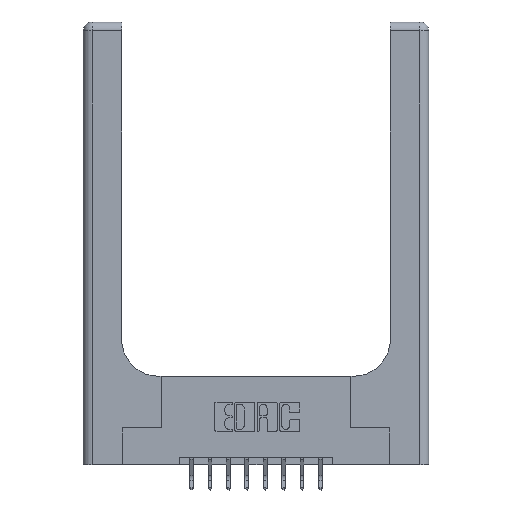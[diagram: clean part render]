
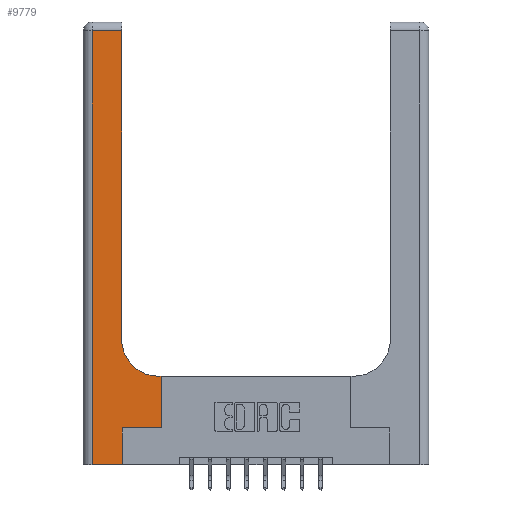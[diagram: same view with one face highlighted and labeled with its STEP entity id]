
A CAD part, top view. The second image highlights one B-rep face of the part: STEP entity #9779.
In plain terms, the highlighted planar face has unit normal (0, 0, 1).
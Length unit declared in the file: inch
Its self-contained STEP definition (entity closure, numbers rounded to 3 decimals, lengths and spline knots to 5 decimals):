
#29 = CARTESIAN_POINT ( 'NONE',  ( 0.06, 0., 0.37 ) ) ;
#75 = VERTEX_POINT ( 'NONE', #14331 ) ;
#122 = LINE ( 'NONE', #6285, #3863 ) ;
#934 = VERTEX_POINT ( 'NONE', #14013 ) ;
#1403 = VERTEX_POINT ( 'NONE', #6801 ) ;
#1482 = ORIENTED_EDGE ( 'NONE', *, *, #6970, .T. ) ;
#1660 = CARTESIAN_POINT ( 'NONE',  ( 0.528, 0.25, 0.37 ) ) ;
#2015 = ORIENTED_EDGE ( 'NONE', *, *, #3965, .T. ) ;
#2356 = VERTEX_POINT ( 'NONE', #12087 ) ;
#2801 = CARTESIAN_POINT ( 'NONE',  ( 0.265, 0., 0.37 ) ) ;
#3498 = DIRECTION ( 'NONE',  ( -1., 0., 0. ) ) ;
#3583 = DIRECTION ( 'NONE',  ( -1., 0., 0. ) ) ;
#3659 = ORIENTED_EDGE ( 'NONE', *, *, #12000, .T. ) ;
#3670 = LINE ( 'NONE', #8487, #4069 ) ;
#3863 = VECTOR ( 'NONE', #14898, 39.37008 ) ;
#3965 = EDGE_CURVE ( 'NONE', #12621, #1403, #6909, .T. ) ;
#4069 = VECTOR ( 'NONE', #15507, 39.37008 ) ;
#4085 = DIRECTION ( 'NONE',  ( 1., 0., 0. ) ) ;
#4104 = VECTOR ( 'NONE', #11130, 39.37008 ) ;
#4538 = DIRECTION ( 'NONE',  ( 0., -1., 0. ) ) ;
#4756 = CARTESIAN_POINT ( 'NONE',  ( 0., 3., 0.37 ) ) ;
#4844 = AXIS2_PLACEMENT_3D ( 'NONE', #4756, #8187, #3583 ) ;
#5127 = EDGE_CURVE ( 'NONE', #13863, #9548, #122, .T. ) ;
#5205 = EDGE_LOOP ( 'NONE', ( #2015, #7407, #1482, #15499, #9828, #5296, #8153, #3659, #12830 ) ) ;
#5254 = CARTESIAN_POINT ( 'NONE',  ( 0.265, 0.25, 0.37 ) ) ;
#5296 = ORIENTED_EDGE ( 'NONE', *, *, #15017, .T. ) ;
#6285 = CARTESIAN_POINT ( 'NONE',  ( 0., 0., 0.37 ) ) ;
#6801 = CARTESIAN_POINT ( 'NONE',  ( 0.26, 2.94, 0.37 ) ) ;
#6909 = LINE ( 'NONE', #8028, #15190 ) ;
#6970 = EDGE_CURVE ( 'NONE', #11305, #13863, #12883, .T. ) ;
#7050 = FACE_OUTER_BOUND ( 'NONE', #5205, .T. ) ;
#7341 = VECTOR ( 'NONE', #8722, 39.37008 ) ;
#7407 = ORIENTED_EDGE ( 'NONE', *, *, #14762, .T. ) ;
#7523 = LINE ( 'NONE', #1660, #4104 ) ;
#7850 = CARTESIAN_POINT ( 'NONE',  ( 0.265, 0., 0.37 ) ) ;
#7960 = CIRCLE ( 'NONE', #9201, 0.25 ) ;
#8020 = EDGE_CURVE ( 'NONE', #75, #12621, #7960, .T. ) ;
#8028 = CARTESIAN_POINT ( 'NONE',  ( 0.26, 3., 0.37 ) ) ;
#8153 = ORIENTED_EDGE ( 'NONE', *, *, #12044, .T. ) ;
#8187 = DIRECTION ( 'NONE',  ( 0., 0., -1. ) ) ;
#8487 = CARTESIAN_POINT ( 'NONE',  ( 0., 2.94, 0.37 ) ) ;
#8559 = EDGE_CURVE ( 'NONE', #9548, #2356, #13834, .T. ) ;
#8626 = LINE ( 'NONE', #13425, #14427 ) ;
#8722 = DIRECTION ( 'NONE',  ( 0., 1., 0. ) ) ;
#9201 = AXIS2_PLACEMENT_3D ( 'NONE', #10784, #13238, #14269 ) ;
#9548 = VERTEX_POINT ( 'NONE', #2801 ) ;
#9653 = CARTESIAN_POINT ( 'NONE',  ( 0.06, 3., 0.37 ) ) ;
#9779 = ADVANCED_FACE ( 'NONE', ( #7050 ), #13034, .F. ) ;
#9828 = ORIENTED_EDGE ( 'NONE', *, *, #8559, .T. ) ;
#10482 = CARTESIAN_POINT ( 'NONE',  ( 0.26, 0.85, 0.37 ) ) ;
#10784 = CARTESIAN_POINT ( 'NONE',  ( 0.51, 0.85, 0.37 ) ) ;
#11130 = DIRECTION ( 'NONE',  ( 0., 1., 0. ) ) ;
#11305 = VERTEX_POINT ( 'NONE', #14521 ) ;
#11340 = CARTESIAN_POINT ( 'NONE',  ( 0.528, 0.25, 0.37 ) ) ;
#11479 = DIRECTION ( 'NONE',  ( 0., 1., 0. ) ) ;
#11854 = VECTOR ( 'NONE', #4085, 39.37008 ) ;
#12000 = EDGE_CURVE ( 'NONE', #934, #75, #8626, .T. ) ;
#12044 = EDGE_CURVE ( 'NONE', #15284, #934, #7523, .T. ) ;
#12087 = CARTESIAN_POINT ( 'NONE',  ( 0.265, 0.25, 0.37 ) ) ;
#12621 = VERTEX_POINT ( 'NONE', #10482 ) ;
#12737 = LINE ( 'NONE', #5254, #11854 ) ;
#12830 = ORIENTED_EDGE ( 'NONE', *, *, #8020, .T. ) ;
#12883 = LINE ( 'NONE', #9653, #13201 ) ;
#13034 = PLANE ( 'NONE',  #4844 ) ;
#13201 = VECTOR ( 'NONE', #4538, 39.37008 ) ;
#13238 = DIRECTION ( 'NONE',  ( 0., 0., -1. ) ) ;
#13425 = CARTESIAN_POINT ( 'NONE',  ( 0.26, 0.6, 0.37 ) ) ;
#13834 = LINE ( 'NONE', #7850, #7341 ) ;
#13863 = VERTEX_POINT ( 'NONE', #29 ) ;
#14013 = CARTESIAN_POINT ( 'NONE',  ( 0.528, 0.6, 0.37 ) ) ;
#14269 = DIRECTION ( 'NONE',  ( 1., 0., 0. ) ) ;
#14331 = CARTESIAN_POINT ( 'NONE',  ( 0.51, 0.6, 0.37 ) ) ;
#14427 = VECTOR ( 'NONE', #3498, 39.37008 ) ;
#14521 = CARTESIAN_POINT ( 'NONE',  ( 0.06, 2.94, 0.37 ) ) ;
#14762 = EDGE_CURVE ( 'NONE', #1403, #11305, #3670, .T. ) ;
#14898 = DIRECTION ( 'NONE',  ( 1., 0., 0. ) ) ;
#15017 = EDGE_CURVE ( 'NONE', #2356, #15284, #12737, .T. ) ;
#15190 = VECTOR ( 'NONE', #11479, 39.37008 ) ;
#15284 = VERTEX_POINT ( 'NONE', #11340 ) ;
#15499 = ORIENTED_EDGE ( 'NONE', *, *, #5127, .T. ) ;
#15507 = DIRECTION ( 'NONE',  ( -1., 0., 0. ) ) ;
